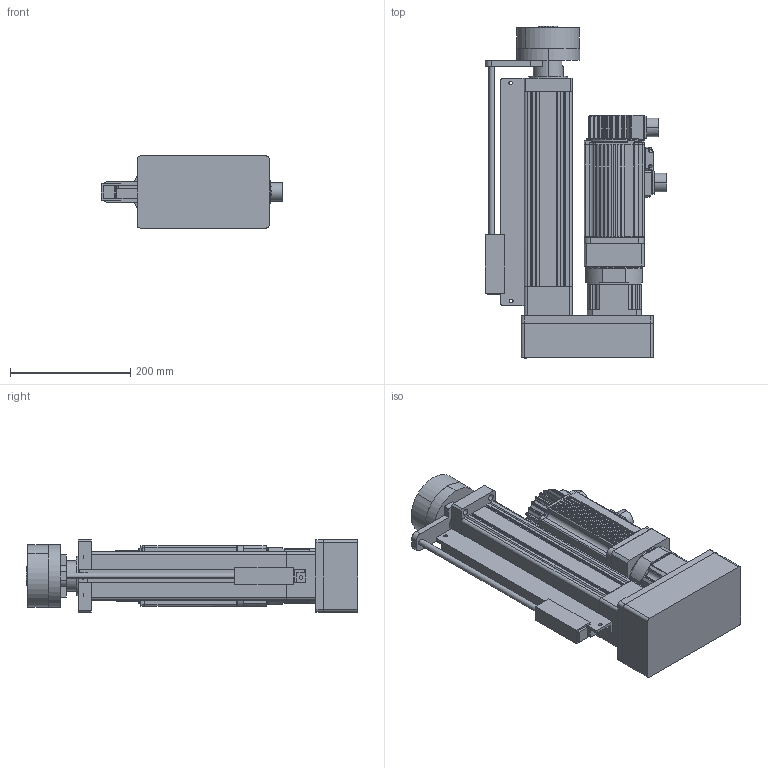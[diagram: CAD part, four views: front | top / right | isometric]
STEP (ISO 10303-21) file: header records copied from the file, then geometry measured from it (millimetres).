
FILE_DESCRIPTION (( 'STEP AP203' ), '1' );
FILE_NAME ('RLA80-10QF-10KN-R200-83mm-s.STEP', '2025-02-07T03:09:18', ( '微软用户' ), ( '微软中国' ), 'SwSTEP 2.0', 'SolidWorks 2022', '' );
FILE_SCHEMA (( 'CONFIG_CONTROL_DESIGN' ));
Length unit declared in the file: millimetre
Products named in the file (11): 1KW-3000带刹车; PGH90-L1-24-95-115-M6-A22; 读数头; 连接杆; RLA80-10QF-10KN-R200-83mm-s; 80缸行程200折叠前法兰安装; 连接板; 直径105传感器LFC-2; 读数头罩; 直径105传感器安装盘LFC-2; 光电尺
Assembly tree (10 placements, depth 2):
  RLA80-10QF-10KN-R200-83mm-s
    80缸行程200折叠前法兰安装
    PGH90-L1-24-95-115-M6-A22
    读数头
    读数头罩
    光电尺
    连接板
    连接杆
    直径105传感器LFC-2
    直径105传感器安装盘LFC-2
    1KW-3000带刹车
Bounding box: 302 x 553 x 120 mm (x, y, z)
Volume: 4975486.6 mm3; surface area: 952585.5 mm2
Topology: 27 solids, 49 shells, 2125 faces, 5546 edges, 3383 vertices
Faces by surface type: bspline 1223, cylinder 389, plane 370, cone 106, torus 37
Entity records: 79758 total; most frequent: CARTESIAN_POINT 39069, ORIENTED_EDGE 10346, EDGE_CURVE 5415, DIRECTION 4908, VERTEX_POINT 3391, EDGE_LOOP 2426, FACE_OUTER_BOUND 2127, ADVANCED_FACE 2125
